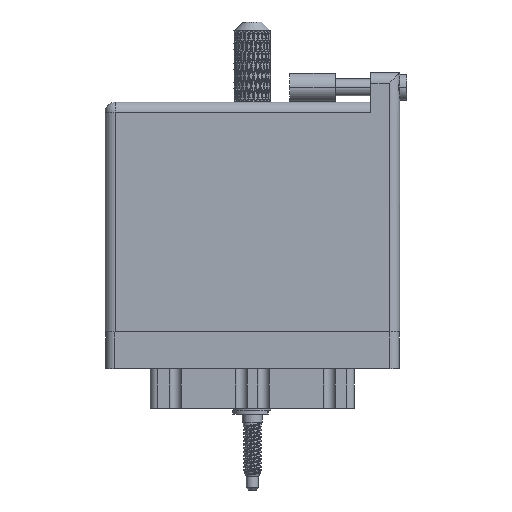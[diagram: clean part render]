
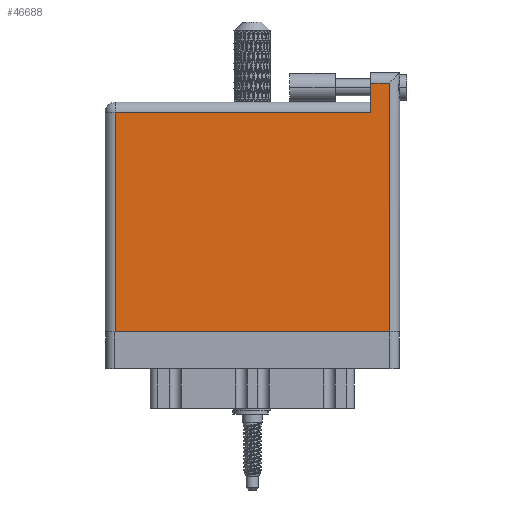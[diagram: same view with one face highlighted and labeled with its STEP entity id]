
A CAD part, front view. The second image highlights one B-rep face of the part: STEP entity #46688.
In plain terms, the highlighted face is planar.
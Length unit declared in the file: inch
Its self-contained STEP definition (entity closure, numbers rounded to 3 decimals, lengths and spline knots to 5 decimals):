
#1002 = CARTESIAN_POINT ( 'NONE',  ( 0.07, 1.496, 0. ) ) ;
#2457 = DIRECTION ( 'NONE',  ( 0., 1., 0. ) ) ;
#4251 = VECTOR ( 'NONE', #10547, 39.37008 ) ;
#9238 = VERTEX_POINT ( 'NONE', #37604 ) ;
#10547 = DIRECTION ( 'NONE',  ( 0., -1., 0. ) ) ;
#17227 = DIRECTION ( 'NONE',  ( -1., 0., 0. ) ) ;
#19652 = LINE ( 'NONE', #59269, #70901 ) ;
#21424 = LINE ( 'NONE', #37751, #4251 ) ;
#23435 = DIRECTION ( 'NONE',  ( 0., -1., 0. ) ) ;
#25642 = PLANE ( 'NONE',  #78561 ) ;
#29305 = VERTEX_POINT ( 'NONE', #40544 ) ;
#30214 = VERTEX_POINT ( 'NONE', #1002 ) ;
#32990 = ORIENTED_EDGE ( 'NONE', *, *, #74077, .T. ) ;
#34076 = DIRECTION ( 'NONE',  ( 0., 0., -1. ) ) ;
#36168 = ORIENTED_EDGE ( 'NONE', *, *, #55229, .T. ) ;
#37604 = CARTESIAN_POINT ( 'NONE',  ( 1.938, 0., 0. ) ) ;
#37751 = CARTESIAN_POINT ( 'NONE',  ( 1.811, 1.766, 0. ) ) ;
#38480 = DIRECTION ( 'NONE',  ( -1., 0., 0. ) ) ;
#38828 = EDGE_CURVE ( 'NONE', #29305, #30214, #88084, .T. ) ;
#40544 = CARTESIAN_POINT ( 'NONE',  ( 1.811, 1.496, 0. ) ) ;
#42362 = DIRECTION ( 'NONE',  ( -1., 0., 0. ) ) ;
#46688 = ADVANCED_FACE ( 'NONE', ( #97416 ), #25642, .F. ) ;
#49270 = LINE ( 'NONE', #64074, #91827 ) ;
#50761 = ORIENTED_EDGE ( 'NONE', *, *, #67796, .T. ) ;
#54235 = EDGE_CURVE ( 'NONE', #30214, #73715, #49270, .T. ) ;
#55229 = EDGE_CURVE ( 'NONE', #9238, #87896, #89564, .T. ) ;
#59269 = CARTESIAN_POINT ( 'NONE',  ( 0., 1.696, 0. ) ) ;
#64074 = CARTESIAN_POINT ( 'NONE',  ( 0.07, 0., 0. ) ) ;
#65447 = CARTESIAN_POINT ( 'NONE',  ( 0.07, 0., 0. ) ) ;
#66265 = CARTESIAN_POINT ( 'NONE',  ( 1.938, 1.696, 0. ) ) ;
#66865 = LINE ( 'NONE', #84290, #92380 ) ;
#67796 = EDGE_CURVE ( 'NONE', #87896, #102235, #19652, .T. ) ;
#70378 = ORIENTED_EDGE ( 'NONE', *, *, #38828, .T. ) ;
#70901 = VECTOR ( 'NONE', #42362, 39.37008 ) ;
#72380 = ORIENTED_EDGE ( 'NONE', *, *, #75343, .T. ) ;
#72681 = CARTESIAN_POINT ( 'NONE',  ( 1.938, 1.766, 0. ) ) ;
#73715 = VERTEX_POINT ( 'NONE', #65447 ) ;
#74077 = EDGE_CURVE ( 'NONE', #73715, #9238, #66865, .T. ) ;
#75343 = EDGE_CURVE ( 'NONE', #102235, #29305, #21424, .T. ) ;
#78561 = AXIS2_PLACEMENT_3D ( 'NONE', #89529, #34076, #17227 ) ;
#83759 = DIRECTION ( 'NONE',  ( 1., 0., 0. ) ) ;
#84290 = CARTESIAN_POINT ( 'NONE',  ( 0., 0., 0. ) ) ;
#85444 = CARTESIAN_POINT ( 'NONE',  ( 1.811, 1.696, 0. ) ) ;
#87192 = ORIENTED_EDGE ( 'NONE', *, *, #54235, .T. ) ;
#87896 = VERTEX_POINT ( 'NONE', #66265 ) ;
#88084 = LINE ( 'NONE', #95458, #99275 ) ;
#89529 = CARTESIAN_POINT ( 'NONE',  ( 0., 1.566, 0. ) ) ;
#89564 = LINE ( 'NONE', #72681, #96927 ) ;
#91827 = VECTOR ( 'NONE', #23435, 39.37008 ) ;
#92380 = VECTOR ( 'NONE', #83759, 39.37008 ) ;
#95458 = CARTESIAN_POINT ( 'NONE',  ( 0., 1.496, 0. ) ) ;
#96927 = VECTOR ( 'NONE', #2457, 39.37008 ) ;
#96954 = EDGE_LOOP ( 'NONE', ( #32990, #36168, #50761, #72380, #70378, #87192 ) ) ;
#97416 = FACE_OUTER_BOUND ( 'NONE', #96954, .T. ) ;
#99275 = VECTOR ( 'NONE', #38480, 39.37008 ) ;
#102235 = VERTEX_POINT ( 'NONE', #85444 ) ;
